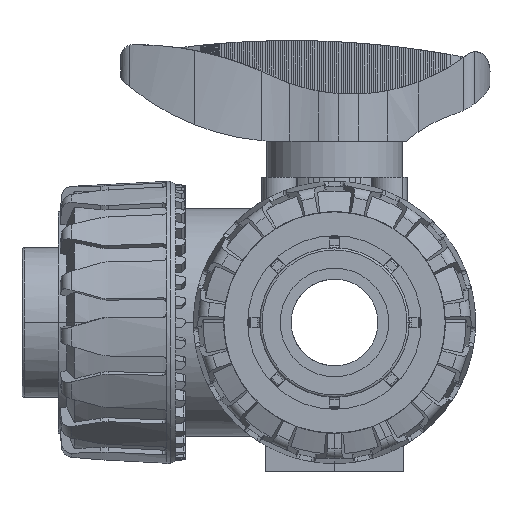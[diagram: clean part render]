
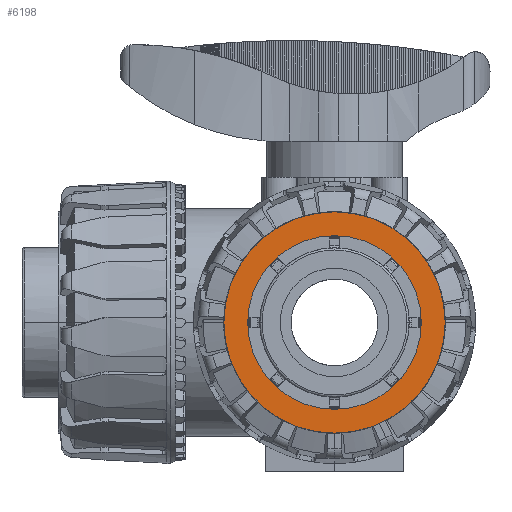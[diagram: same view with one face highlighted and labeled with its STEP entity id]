
A CAD part, front view. The second image highlights one B-rep face of the part: STEP entity #6198.
In plain terms, the highlighted planar face has unit normal (0, -1, 0).
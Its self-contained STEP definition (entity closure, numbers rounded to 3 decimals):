
#6198=ADVANCED_FACE('',(#12892,#12893),#12894,.T.);
#12892=FACE_BOUND('',#20126,.T.);
#12893=FACE_OUTER_BOUND('',#20127,.T.);
#12894=PLANE('',#20128);
#20126=EDGE_LOOP('',(#39490,#39491));
#20127=EDGE_LOOP('',(#39492,#39493));
#20128=AXIS2_PLACEMENT_3D('',#39494,#39495,#39496);
#39490=ORIENTED_EDGE('',*,*,#49700,.T.);
#39491=ORIENTED_EDGE('',*,*,#51416,.T.);
#39492=ORIENTED_EDGE('',*,*,#51401,.T.);
#39493=ORIENTED_EDGE('',*,*,#49703,.T.);
#39494=CARTESIAN_POINT('',(-12.75,-63.7,-33.5));
#39495=DIRECTION('',(0.0,-1.0,0.0));
#39496=DIRECTION('',(1.0,0.0,0.0));
#49700=EDGE_CURVE('',#61215,#61219,#61221,.T.);
#49703=EDGE_CURVE('',#61225,#61223,#61226,.T.);
#51401=EDGE_CURVE('',#61223,#61225,#63741,.T.);
#51416=EDGE_CURVE('',#61219,#61215,#63761,.T.);
#61215=VERTEX_POINT('',#83887);
#61219=VERTEX_POINT('',#83892);
#61221=CIRCLE('',#83895,20.0);
#61223=VERTEX_POINT('',#83897);
#61225=VERTEX_POINT('',#83900);
#61226=CIRCLE('',#83901,25.5);
#63741=CIRCLE('',#89811,25.5);
#63761=CIRCLE('',#89861,20.0);
#83887=CARTESIAN_POINT('',(0.,-63.7,-53.5));
#83892=CARTESIAN_POINT('',(0.,-63.7,-13.5));
#83895=AXIS2_PLACEMENT_3D('',#101190,#101191,#101192);
#83897=CARTESIAN_POINT('',(-25.5,-63.7,-33.5));
#83900=CARTESIAN_POINT('',(25.5,-63.7,-33.5));
#83901=AXIS2_PLACEMENT_3D('',#101194,#101195,#101196);
#89811=AXIS2_PLACEMENT_3D('',#103080,#103081,#103082);
#89861=AXIS2_PLACEMENT_3D('',#103093,#103094,#103095);
#101190=CARTESIAN_POINT('',(0.,-63.7,-33.5));
#101191=DIRECTION('',(0.0,1.0,0.0));
#101192=DIRECTION('',(0.0,0.0,-1.0));
#101194=CARTESIAN_POINT('',(0.,-63.7,-33.5));
#101195=DIRECTION('',(0.0,-1.0,0.0));
#101196=DIRECTION('',(-1.0,0.0,0.0));
#103080=CARTESIAN_POINT('',(0.,-63.7,-33.5));
#103081=DIRECTION('',(0.0,-1.0,0.0));
#103082=DIRECTION('',(-1.0,0.0,0.0));
#103093=CARTESIAN_POINT('',(0.,-63.7,-33.5));
#103094=DIRECTION('',(0.0,1.0,0.0));
#103095=DIRECTION('',(0.0,0.0,-1.0));
